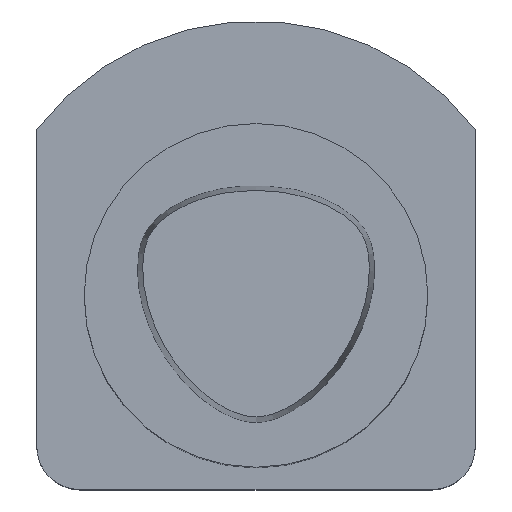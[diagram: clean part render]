
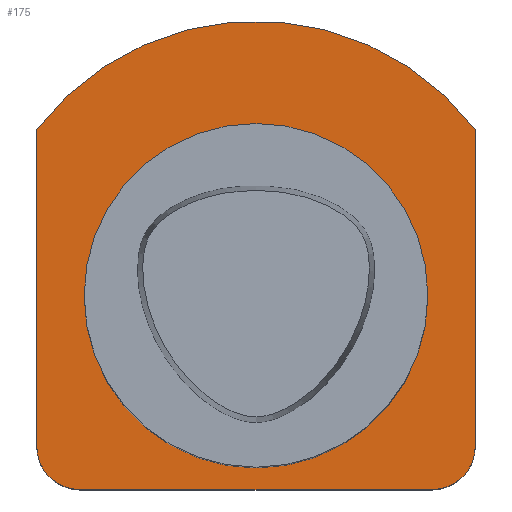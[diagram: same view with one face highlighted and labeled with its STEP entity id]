
A CAD part, top view. The second image highlights one B-rep face of the part: STEP entity #175.
In plain terms, the highlighted planar face has unit normal (0, 0, 1).
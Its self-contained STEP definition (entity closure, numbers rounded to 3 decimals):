
#82=EDGE_CURVE('240[2]',#230,#231,#232,.T.);
#97=EDGE_CURVE('240[2]',#254,#254,#255,.T.);
#115=EDGE_CURVE('240[2]',#251,#279,#280,.T.);
#131=EDGE_CURVE('240[2]',#279,#302,#303,.T.);
#148=EDGE_CURVE('240[2]',#324,#251,#325,.T.);
#153=EDGE_CURVE('240[2]',#231,#324,#332,.T.);
#172=EDGE_CURVE('240[2]',#302,#315,#355,.T.);
#175=ADVANCED_FACE('240[2]',(#358,#359),#360,.F.);
#206=EDGE_CURVE('240[2]',#315,#230,#398,.T.);
#230=VERTEX_POINT('',#415);
#231=VERTEX_POINT('',#416);
#232=CIRCLE('',#417,64.0);
#251=VERTEX_POINT('',#493);
#254=VERTEX_POINT('',#498);
#255=CIRCLE('',#499,39.993);
#279=VERTEX_POINT('',#532);
#280=CIRCLE('',#533,10.0);
#302=VERTEX_POINT('',#568);
#303=LINE('',#569,#570);
#315=VERTEX_POINT('',#587);
#324=VERTEX_POINT('',#602);
#325=LINE('',#603,#604);
#332=LINE('',#613,#614);
#355=CIRCLE('',#743,10.0);
#358=FACE_OUTER_BOUND('',#747,.T.);
#359=FACE_BOUND('',#748,.T.);
#360=PLANE('',#749);
#398=LINE('',#1188,#1189);
#415=CARTESIAN_POINT('',(-51.,38.665,-101.0));
#416=CARTESIAN_POINT('',(51.,38.665,-101.0));
#417=AXIS2_PLACEMENT_3D('',#1196,#1197,#1198);
#493=CARTESIAN_POINT('',(51.0,-35.0,-101.0));
#498=CARTESIAN_POINT('',(39.993,0.,-101.0));
#499=AXIS2_PLACEMENT_3D('',#1211,#1212,#1213);
#532=CARTESIAN_POINT('',(41.0,-45.0,-101.0));
#533=AXIS2_PLACEMENT_3D('',#1251,#1252,#1253);
#568=CARTESIAN_POINT('',(-41.0,-45.0,-101.0));
#569=CARTESIAN_POINT('',(41.0,-45.0,-101.0));
#570=VECTOR('',#1265,1.0);
#587=CARTESIAN_POINT('',(-51.0,-35.,-101.0));
#602=CARTESIAN_POINT('',(51.0,-0.1,-101.0));
#603=CARTESIAN_POINT('',(51.0,-0.1,-101.0));
#604=VECTOR('',#1285,1.0);
#613=CARTESIAN_POINT('',(51.0,-0.1,-101.0));
#614=VECTOR('',#1292,1.0);
#743=AXIS2_PLACEMENT_3D('',#1324,#1325,#1326);
#747=EDGE_LOOP('',(#1328,#1329,#1330,#1331,#1332,#1333,#1334));
#748=EDGE_LOOP('',(#1335));
#749=AXIS2_PLACEMENT_3D('',#1336,#1337,#1338);
#1188=CARTESIAN_POINT('',(-51.0,-35.,-101.0));
#1189=VECTOR('',#1386,1.0);
#1196=CARTESIAN_POINT('',(0.,0.,-101.0));
#1197=DIRECTION('',(0.,0.,-1.0));
#1198=DIRECTION('',(0.,1.0,0.));
#1211=CARTESIAN_POINT('',(0.,0.,-101.0));
#1212=DIRECTION('',(0.,0.,-1.0));
#1213=DIRECTION('',(1.0,0.,0.));
#1251=CARTESIAN_POINT('',(41.0,-35.0,-101.0));
#1252=DIRECTION('',(0.,0.,-1.0));
#1253=DIRECTION('',(0.,1.0,0.));
#1265=DIRECTION('',(-1.0,0.,0.));
#1285=DIRECTION('',(0.,-1.0,0.));
#1292=DIRECTION('',(0.,-1.0,0.));
#1324=CARTESIAN_POINT('',(-41.0,-35.0,-101.0));
#1325=DIRECTION('',(0.,0.,-1.0));
#1326=DIRECTION('',(0.,1.0,0.));
#1328=ORIENTED_EDGE('',*,*,#206,.F.);
#1329=ORIENTED_EDGE('',*,*,#172,.F.);
#1330=ORIENTED_EDGE('',*,*,#131,.F.);
#1331=ORIENTED_EDGE('',*,*,#115,.F.);
#1332=ORIENTED_EDGE('',*,*,#148,.F.);
#1333=ORIENTED_EDGE('',*,*,#153,.F.);
#1334=ORIENTED_EDGE('',*,*,#82,.F.);
#1335=ORIENTED_EDGE('',*,*,#97,.T.);
#1336=CARTESIAN_POINT('',(48.071,-42.071,-101.0));
#1337=DIRECTION('',(0.,0.,-1.0));
#1338=DIRECTION('',(0.0,-1.0,0.));
#1386=DIRECTION('',(0.,1.0,0.));
